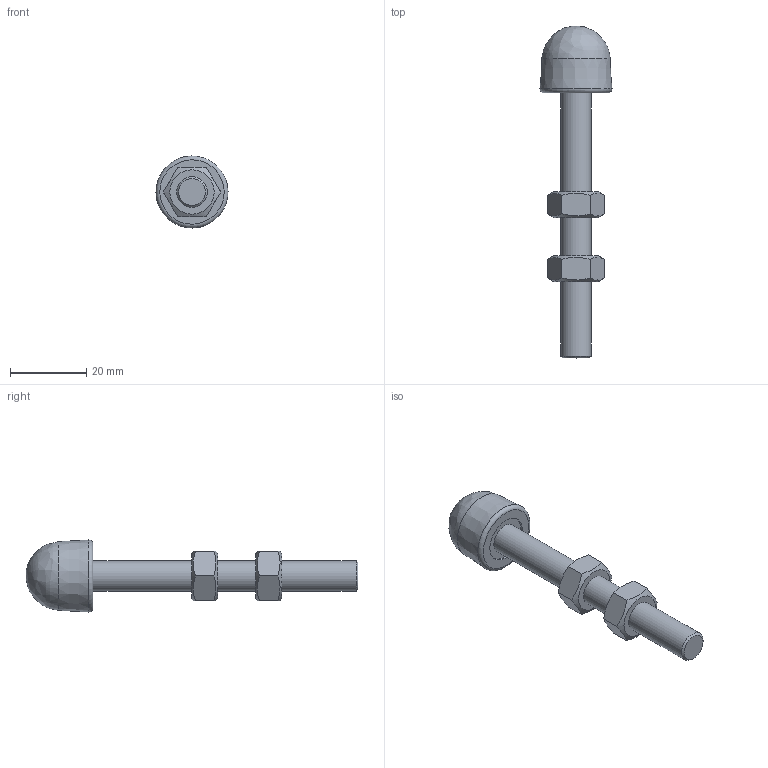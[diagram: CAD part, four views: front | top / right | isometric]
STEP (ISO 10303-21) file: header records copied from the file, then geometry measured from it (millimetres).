
FILE_DESCRIPTION(/* description */ (''),/* implementation_level */ '2;1');
FILE_NAME(/* name */ 'NR870.stp',/* time_stamp */ '2021-10-29T12:53:52+01:00',/* author */ ('Sandfield Engineering'),/* organization */ ('Sandfield Engineering'),/* preprocessor_version */ 'ST-DEVELOPER v18.1',/* originating_system */ 'Autodesk Inventor 2021',/* authorisation */ '');
FILE_SCHEMA (('AUTOMOTIVE_DESIGN { 1 0 10303 214 3 1 1 }'));
Length unit declared in the file: millimetre
Products named in the file (1): NR870
Bounding box: 18.88 x 87 x 18.88 mm (x, y, z)
Volume: 8472.7 mm3; surface area: 3698.5 mm2
Topology: 1 solids, 2 shells, 34 faces, 86 edges, 60 vertices
Faces by surface type: plane 20, cone 7, cylinder 5, torus 1, bspline 1
Full cylindrical faces by diameter (mm): 6.647 x1, 8 x3, 12 x1
Entity records: 1124 total; most frequent: CARTESIAN_POINT 253, ORIENTED_EDGE 168, DIRECTION 164, EDGE_CURVE 84, AXIS2_PLACEMENT_3D 70, VERTEX_POINT 60, EDGE_LOOP 40, CIRCLE 36
